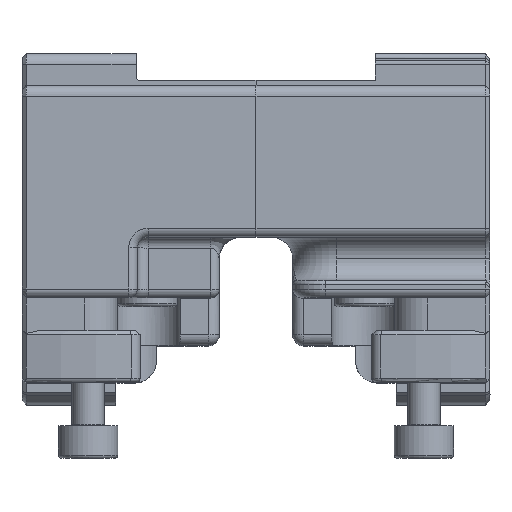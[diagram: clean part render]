
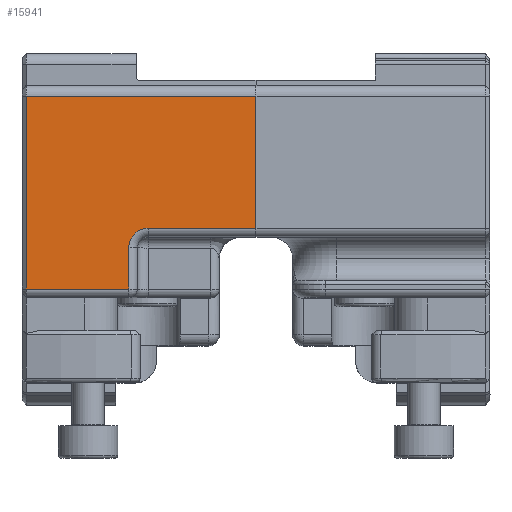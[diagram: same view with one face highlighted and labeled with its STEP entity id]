
A CAD part, top view. The second image highlights one B-rep face of the part: STEP entity #15941.
In plain terms, the highlighted planar face has unit normal (0, 0, 1).
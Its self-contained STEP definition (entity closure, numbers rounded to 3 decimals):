
#1282=CIRCLE('',#17320,1.8);
#2170=FACE_OUTER_BOUND('',#3082,.T.);
#3082=EDGE_LOOP('',(#13342,#13343,#13344,#13345,#13346,#13347,#13348));
#4326=LINE('',#26026,#5730);
#4581=LINE('',#26670,#5985);
#4582=LINE('',#26675,#5986);
#4584=LINE('',#26684,#5988);
#4585=LINE('',#26686,#5989);
#4586=LINE('',#26688,#5990);
#5730=VECTOR('',#20402,10.);
#5985=VECTOR('',#20947,10.);
#5986=VECTOR('',#20954,10.);
#5988=VECTOR('',#20964,10.);
#5989=VECTOR('',#20965,10.);
#5990=VECTOR('',#20966,10.);
#7089=VERTEX_POINT('',#26014);
#7094=VERTEX_POINT('',#26024);
#7282=VERTEX_POINT('',#26669);
#7283=VERTEX_POINT('',#26673);
#7286=VERTEX_POINT('',#26683);
#7287=VERTEX_POINT('',#26685);
#7288=VERTEX_POINT('',#26687);
#9093=EDGE_CURVE('',#7089,#7094,#4326,.T.);
#9391=EDGE_CURVE('',#7089,#7282,#4581,.T.);
#9394=EDGE_CURVE('',#7283,#7094,#4582,.T.);
#9398=EDGE_CURVE('',#7286,#7283,#4584,.T.);
#9399=EDGE_CURVE('',#7287,#7286,#4585,.T.);
#9400=EDGE_CURVE('',#7288,#7287,#4586,.T.);
#9401=EDGE_CURVE('',#7282,#7288,#1282,.T.);
#13342=ORIENTED_EDGE('',*,*,#9093,.T.);
#13343=ORIENTED_EDGE('',*,*,#9394,.F.);
#13344=ORIENTED_EDGE('',*,*,#9398,.F.);
#13345=ORIENTED_EDGE('',*,*,#9399,.F.);
#13346=ORIENTED_EDGE('',*,*,#9400,.F.);
#13347=ORIENTED_EDGE('',*,*,#9401,.F.);
#13348=ORIENTED_EDGE('',*,*,#9391,.F.);
#15266=PLANE('',#17319);
#15941=ADVANCED_FACE('',(#2170),#15266,.F.);
#17319=AXIS2_PLACEMENT_3D('',#26682,#20962,#20963);
#17320=AXIS2_PLACEMENT_3D('',#26689,#20967,#20968);
#20402=DIRECTION('',(-1.,0.,0.));
#20947=DIRECTION('',(0.,-1.,0.));
#20954=DIRECTION('',(0.,1.,0.));
#20962=DIRECTION('center_axis',(0.,0.,
-1.));
#20963=DIRECTION('ref_axis',(-1.,0.,0.));
#20964=DIRECTION('',(-1.,0.,0.));
#20965=DIRECTION('',(0.,-1.,0.));
#20966=DIRECTION('',(1.,0.,0.));
#20967=DIRECTION('center_axis',(0.,0.,
1.));
#20968=DIRECTION('ref_axis',(-0.707,-0.707,0.));
#26014=CARTESIAN_POINT('',(-59.629,128.542,40.967));
#26024=CARTESIAN_POINT('',(-71.829,128.542,40.967));
#26026=CARTESIAN_POINT('',(-56.679,128.542,40.967));
#26669=CARTESIAN_POINT('',(-59.629,118.592,40.967));
#26670=CARTESIAN_POINT('',(-59.629,129.842,40.967));
#26673=CARTESIAN_POINT('',(-71.829,107.342,40.967));
#26675=CARTESIAN_POINT('',(-71.829,118.542,40.967));
#26682=CARTESIAN_POINT('Origin',(-53.729,108.542,40.967));
#26683=CARTESIAN_POINT('',(-54.029,107.342,40.967));
#26684=CARTESIAN_POINT('',(-51.029,107.342,40.967));
#26685=CARTESIAN_POINT('',(-54.029,116.792,40.967));
#26686=CARTESIAN_POINT('',(-54.029,123.442,40.967));
#26687=CARTESIAN_POINT('',(-57.829,116.792,40.967));
#26688=CARTESIAN_POINT('',(-56.179,116.792,40.967));
#26689=CARTESIAN_POINT('Origin',(-57.829,118.592,40.967));
